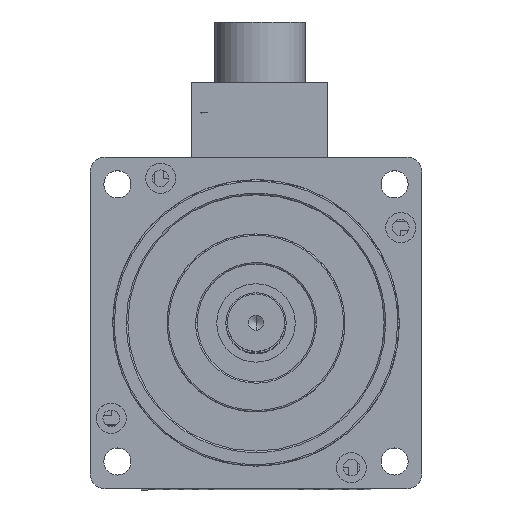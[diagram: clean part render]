
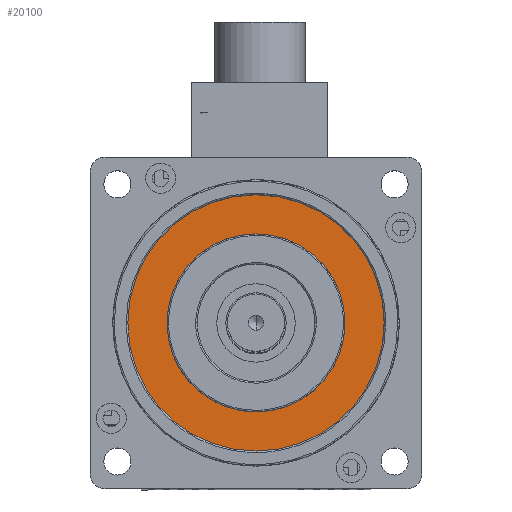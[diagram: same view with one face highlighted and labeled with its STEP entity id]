
A CAD part, top view. The second image highlights one B-rep face of the part: STEP entity #20100.
In plain terms, the highlighted planar face has unit normal (0, 0, 1).
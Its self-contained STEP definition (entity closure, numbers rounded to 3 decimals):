
#191 = AXIS2_PLACEMENT_3D ( 'NONE', #20420, #11015, #13134 ) ;
#2140 = EDGE_CURVE ( 'NONE', #21525, #4124, #19311, .T. ) ;
#3173 = EDGE_LOOP ( 'NONE', ( #11266, #20142 ) ) ;
#3692 = CIRCLE ( 'NONE', #8465, 42.5 ) ;
#3767 = EDGE_CURVE ( 'NONE', #16055, #13459, #16561, .T. ) ;
#3838 = DIRECTION ( 'NONE',  ( -1., 0., 0. ) ) ;
#4124 = VERTEX_POINT ( 'NONE', #9290 ) ;
#4747 = DIRECTION ( 'NONE',  ( -1., 0., 0. ) ) ;
#5972 = AXIS2_PLACEMENT_3D ( 'NONE', #13968, #23490, #13837 ) ;
#6044 = CARTESIAN_POINT ( 'NONE',  ( -17.99, -1.169, 214.4 ) ) ;
#6180 = CARTESIAN_POINT ( 'NONE',  ( 54.01, -1.169, 214.4 ) ) ;
#7757 = EDGE_CURVE ( 'NONE', #13459, #16055, #3692, .T. ) ;
#8358 = FACE_OUTER_BOUND ( 'NONE', #3173, .T. ) ;
#8465 = AXIS2_PLACEMENT_3D ( 'NONE', #18361, #20068, #10665 ) ;
#9016 = AXIS2_PLACEMENT_3D ( 'NONE', #21597, #21721, #4747 ) ;
#9290 = CARTESIAN_POINT ( 'NONE',  ( 41.01, -1.169, 214.4 ) ) ;
#9676 = CIRCLE ( 'NONE', #191, 29.5 ) ;
#10003 = ORIENTED_EDGE ( 'NONE', *, *, #2140, .F. ) ;
#10343 = FACE_BOUND ( 'NONE', #23564, .T. ) ;
#10665 = DIRECTION ( 'NONE',  ( -1., 0., 0. ) ) ;
#11015 = DIRECTION ( 'NONE',  ( 0., 0., 1. ) ) ;
#11266 = ORIENTED_EDGE ( 'NONE', *, *, #7757, .T. ) ;
#13134 = DIRECTION ( 'NONE',  ( -1., 0., 0. ) ) ;
#13459 = VERTEX_POINT ( 'NONE', #14092 ) ;
#13837 = DIRECTION ( 'NONE',  ( 0., -1., 0. ) ) ;
#13968 = CARTESIAN_POINT ( 'NONE',  ( -38.49, 48.831, 214.4 ) ) ;
#14092 = CARTESIAN_POINT ( 'NONE',  ( -30.99, -1.169, 214.4 ) ) ;
#14535 = AXIS2_PLACEMENT_3D ( 'NONE', #23283, #19439, #3838 ) ;
#15974 = EDGE_CURVE ( 'NONE', #4124, #21525, #9676, .T. ) ;
#16034 = PLANE ( 'NONE',  #5972 ) ;
#16055 = VERTEX_POINT ( 'NONE', #6180 ) ;
#16098 = ORIENTED_EDGE ( 'NONE', *, *, #15974, .F. ) ;
#16561 = CIRCLE ( 'NONE', #9016, 42.5 ) ;
#18361 = CARTESIAN_POINT ( 'NONE',  ( 11.51, -1.169, 214.4 ) ) ;
#19311 = CIRCLE ( 'NONE', #14535, 29.5 ) ;
#19439 = DIRECTION ( 'NONE',  ( 0., 0., 1. ) ) ;
#20068 = DIRECTION ( 'NONE',  ( 0., 0., 1. ) ) ;
#20100 = ADVANCED_FACE ( 'NONE', ( #8358, #10343 ), #16034, .F. ) ;
#20142 = ORIENTED_EDGE ( 'NONE', *, *, #3767, .T. ) ;
#20420 = CARTESIAN_POINT ( 'NONE',  ( 11.51, -1.169, 214.4 ) ) ;
#21525 = VERTEX_POINT ( 'NONE', #6044 ) ;
#21597 = CARTESIAN_POINT ( 'NONE',  ( 11.51, -1.169, 214.4 ) ) ;
#21721 = DIRECTION ( 'NONE',  ( 0., 0., 1. ) ) ;
#23283 = CARTESIAN_POINT ( 'NONE',  ( 11.51, -1.169, 214.4 ) ) ;
#23490 = DIRECTION ( 'NONE',  ( 0., 0., -1. ) ) ;
#23564 = EDGE_LOOP ( 'NONE', ( #10003, #16098 ) ) ;
